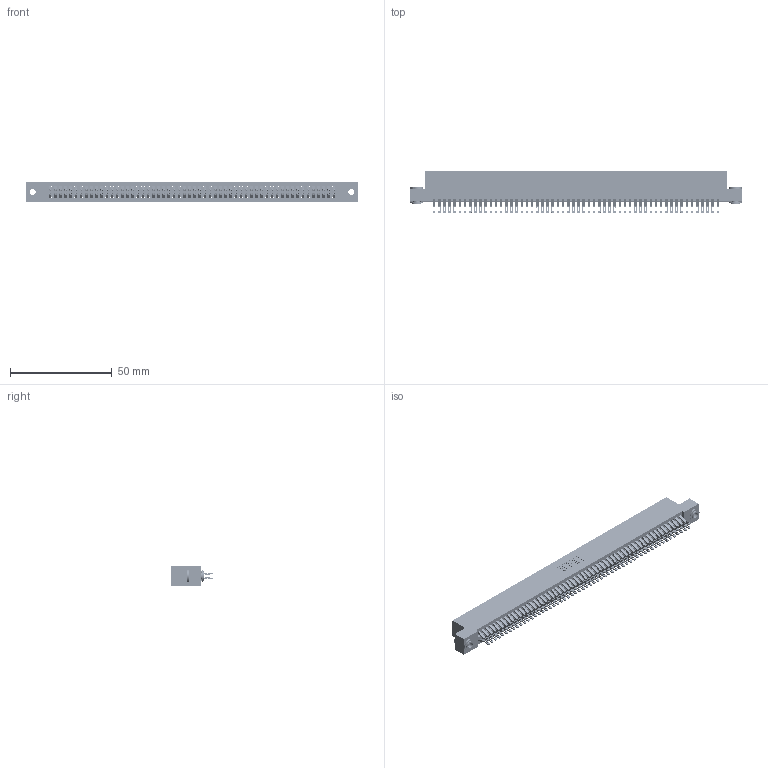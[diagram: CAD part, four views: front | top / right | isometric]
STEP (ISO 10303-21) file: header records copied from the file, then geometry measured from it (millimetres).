
FILE_DESCRIPTION (( 'STEP AP203' ), '1' );
FILE_NAME ('395-112-555-203.STEP', '2018-12-01T10:51:42', ( '' ), ( '' ), 'SwSTEP 2.0', 'SolidWorks 2016', '' );
FILE_SCHEMA (( 'CONFIG_CONTROL_DESIGN' ));
Length unit declared in the file: inch
Products named in the file (4): 345 Part_Flush Mounting Lugs - 0.156 Dia-TH; 395-112-555-203; 345-250-002_345-250-002-102; 345-292-001_555 Tail
Assembly tree (115 placements, depth 2):
  395-112-555-203
    345 Part_Flush Mounting Lugs - 0.156 Dia-TH
    345-292-001_555 Tail  x112
    345-250-002_345-250-002-102  x2
Bounding box: 163.45 x 21.13 x 9.4 mm (x, y, z)
Volume: 16351.8 mm3; surface area: 25776.7 mm2
Topology: 115 solids, 115 shells, 6436 faces, 20241 edges, 13490 vertices
Faces by surface type: plane 3562, cylinder 2866, cone 8
Entity records: 43030 total; most frequent: CARTESIAN_POINT 7209, ORIENTED_EDGE 7106, DIRECTION 6339, EDGE_CURVE 3553, VECTOR 3153, LINE 3153, VERTEX_POINT 2366, AXIS2_PLACEMENT_3D 1593
